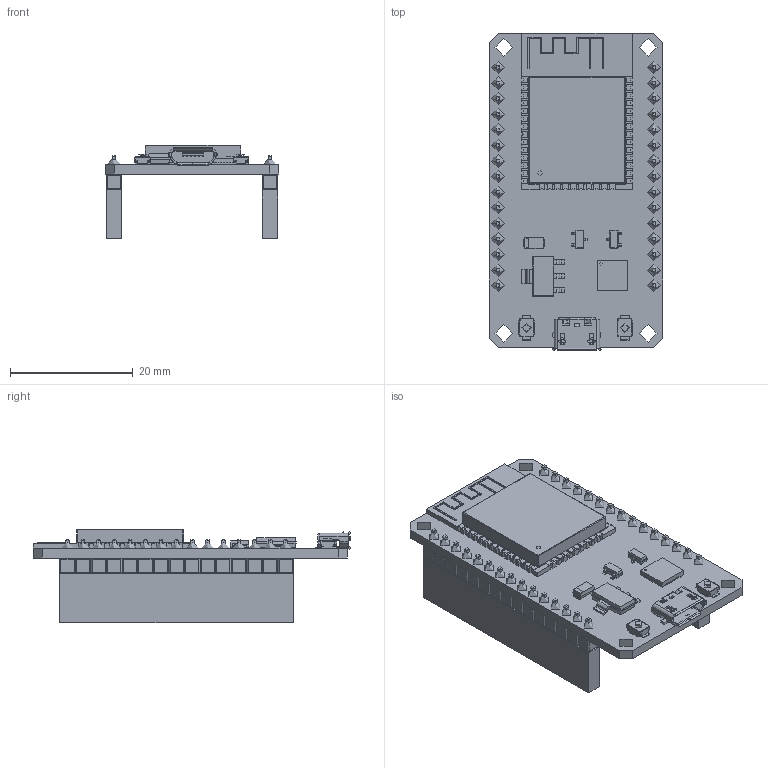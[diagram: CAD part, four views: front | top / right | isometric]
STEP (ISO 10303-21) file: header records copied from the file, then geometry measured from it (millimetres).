
FILE_DESCRIPTION(/* description */ ('STEP AP242','CAx-IF Rec.Pracs.---Representation and Presentation of Product Manufacturing Information (PMI)---4.0---2014-10-13','CAx-IF Rec.Pracs.---3D Tessellated Geometry---0.4---2014-09-14','2;1'),/* implementation_level */ '2;1');
FILE_NAME(/* name */ '67f80e25abf5760d81aa8657',/* time_stamp */ '2025-04-10T18:30:00Z',/* author */ (''),/* organization */ (''),/* preprocessor_version */ 'ST-DEVELOPER v20',/* originating_system */ 'ONSHAPE BY PTC INC, 1.196',/* authorisation */ ' ');
FILE_SCHEMA (('AP242_MANAGED_MODEL_BASED_3D_ENGINEERING_MIM_LF { 1 0 10303 442 1 1 4 }'));
Products named in the file (14): ESP32-devkit_v1; Header_Female_single_15; CP_EIA_3216_10_Kemet_I; SW_SPST_B3U-1000P-1; AMS-1117; ESP32-WROOM-32; SW_SPST_B3U-1000P-2; SOT_23-1; SOT_23-2; ???????? ?????; cp2102; USB_Micro-B_Molex_47346-0001; ?????????? ????? <1>; Body001
Assembly tree (43 placements, depth 3):
  ESP32-devkit_v1
    Header_Female_single_15  x2
    CP_EIA_3216_10_Kemet_I
    SW_SPST_B3U-1000P-1
    AMS-1117
    ESP32-WROOM-32
    SW_SPST_B3U-1000P-2
    SOT_23-1
    SOT_23-2
    ???????? ?????
    cp2102
    USB_Micro-B_Molex_47346-0001
    ?????????? ????? <1>
      Body001  x30
Bounding box: 28.3 x 51.77 x 15.26 mm (x, y, z)
Volume: 4855.9 mm3
Topology: 42 solids, 44 shells, 3593 faces, 8719 edges, 5275 vertices
Faces by surface type: plane 3035, cylinder 452, sphere 42, torus 34, cone 30
Full cylindrical faces by diameter (mm): 0.5 x1, 0.8 x2, 1.5 x2, 2.9 x4
Entity records: 71838 total; most frequent: CARTESIAN_POINT 10673, ORIENTED_EDGE 10376, DIRECTION 10045, EDGE_CURVE 5188, LINE 4215, VECTOR 4215, VERTEX_POINT 3278, AXIS2_PLACEMENT_3D 2915
